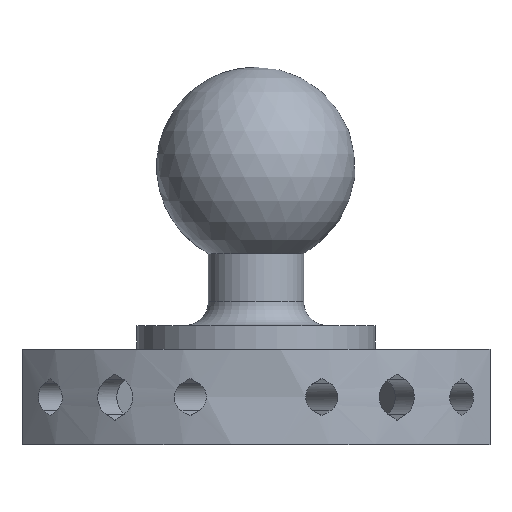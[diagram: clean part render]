
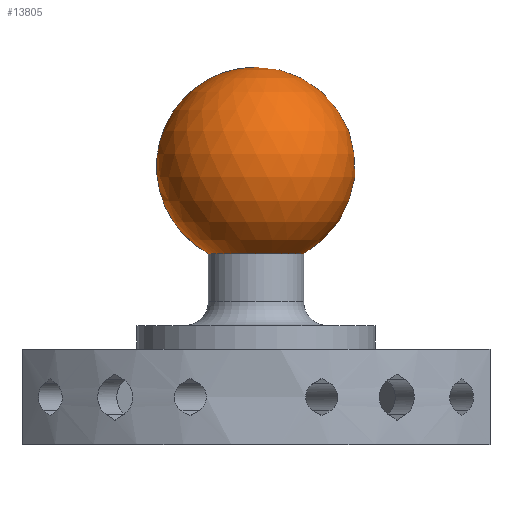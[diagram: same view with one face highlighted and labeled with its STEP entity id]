
A CAD part, front view. The second image highlights one B-rep face of the part: STEP entity #13805.
In plain terms, the highlighted spherical face has radius 12.5 mm.
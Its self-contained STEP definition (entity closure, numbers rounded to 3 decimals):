
#19=SPHERICAL_SURFACE('',#14530,12.5);
#336=CIRCLE('',#14239,6.);
#337=CIRCLE('',#14240,6.);
#405=CIRCLE('',#14531,12.5);
#1534=FACE_OUTER_BOUND('',#2340,.T.);
#2340=EDGE_LOOP('',(#12794,#12795,#12796,#12797));
#6354=VERTEX_POINT('',#25820);
#6355=VERTEX_POINT('',#25822);
#6609=VERTEX_POINT('',#26905);
#8236=EDGE_CURVE('',#6354,#6355,#336,.T.);
#8237=EDGE_CURVE('',#6355,#6354,#337,.T.);
#8672=EDGE_CURVE('',#6609,#6355,#405,.T.);
#12794=ORIENTED_EDGE('',*,*,#8237,.F.);
#12795=ORIENTED_EDGE('',*,*,#8672,.F.);
#12796=ORIENTED_EDGE('',*,*,#8672,.T.);
#12797=ORIENTED_EDGE('',*,*,#8236,.F.);
#13805=ADVANCED_FACE('',(#1534),#19,.T.);
#14239=AXIS2_PLACEMENT_3D('',#25823,#16181,#16182);
#14240=AXIS2_PLACEMENT_3D('',#25824,#16183,#16184);
#14530=AXIS2_PLACEMENT_3D('',#26904,#17070,#17071);
#14531=AXIS2_PLACEMENT_3D('',#26906,#17072,#17073);
#16181=DIRECTION('center_axis',(0.,0.,-1.));
#16182=DIRECTION('ref_axis',(1.,0.,0.));
#16183=DIRECTION('center_axis',(0.,0.,-1.));
#16184=DIRECTION('ref_axis',(1.,0.,0.));
#17070=DIRECTION('center_axis',(0.,0.,1.));
#17071=DIRECTION('ref_axis',(1.,0.,0.));
#17072=DIRECTION('center_axis',(0.,-1.,0.));
#17073=DIRECTION('ref_axis',(-1.,0.,0.));
#25820=CARTESIAN_POINT('',(0.,-6.,24.034));
#25822=CARTESIAN_POINT('',(-6.,0.,24.034));
#25823=CARTESIAN_POINT('Origin',(0.,0.,24.034));
#25824=CARTESIAN_POINT('Origin',(0.,0.,24.034));
#26904=CARTESIAN_POINT('Origin',(0.,0.,35.));
#26905=CARTESIAN_POINT('',(0.,0.,47.5));
#26906=CARTESIAN_POINT('Origin',(0.,0.,35.));
